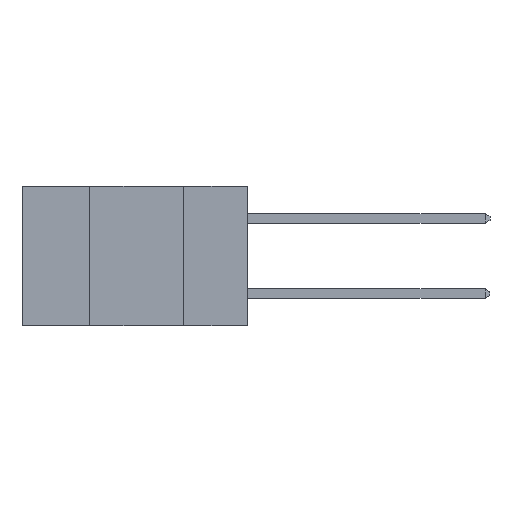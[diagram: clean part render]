
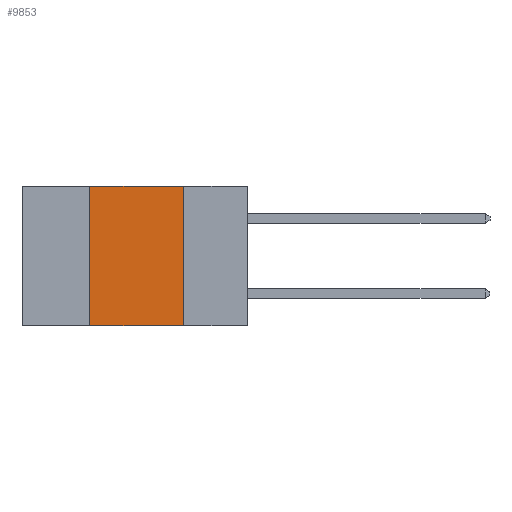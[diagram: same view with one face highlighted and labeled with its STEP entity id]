
A CAD part, left-side view. The second image highlights one B-rep face of the part: STEP entity #9853.
In plain terms, the highlighted planar face has unit normal (-1, 0, 0).
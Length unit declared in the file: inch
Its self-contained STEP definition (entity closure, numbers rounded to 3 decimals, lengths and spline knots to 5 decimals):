
#356 = CARTESIAN_POINT ( 'NONE',  ( 0., 0.42, -0.37 ) ) ;
#507 = VERTEX_POINT ( 'NONE', #4494 ) ;
#552 = DIRECTION ( 'NONE',  ( 0., 0., -1. ) ) ;
#670 = EDGE_CURVE ( 'NONE', #7578, #507, #4937, .T. ) ;
#948 = ORIENTED_EDGE ( 'NONE', *, *, #4948, .F. ) ;
#1813 = AXIS2_PLACEMENT_3D ( 'NONE', #9965, #5890, #13013 ) ;
#2214 = LINE ( 'NONE', #7421, #8315 ) ;
#2607 = DIRECTION ( 'NONE',  ( 0., -1., 0. ) ) ;
#3422 = VECTOR ( 'NONE', #552, 39.37008 ) ;
#3450 = ORIENTED_EDGE ( 'NONE', *, *, #8098, .F. ) ;
#3703 = CARTESIAN_POINT ( 'NONE',  ( 0., 0.42, 0. ) ) ;
#4494 = CARTESIAN_POINT ( 'NONE',  ( 0., 0.17, 0. ) ) ;
#4512 = FACE_OUTER_BOUND ( 'NONE', #9282, .T. ) ;
#4925 = DIRECTION ( 'NONE',  ( 0., 0., 1. ) ) ;
#4937 = LINE ( 'NONE', #7208, #12401 ) ;
#4948 = EDGE_CURVE ( 'NONE', #5561, #7578, #2214, .T. ) ;
#5561 = VERTEX_POINT ( 'NONE', #356 ) ;
#5890 = DIRECTION ( 'NONE',  ( 1., 0., 0. ) ) ;
#6076 = LINE ( 'NONE', #7746, #3422 ) ;
#7208 = CARTESIAN_POINT ( 'NONE',  ( 0., 0.6, 0. ) ) ;
#7421 = CARTESIAN_POINT ( 'NONE',  ( 0., 0.42, 0. ) ) ;
#7578 = VERTEX_POINT ( 'NONE', #3703 ) ;
#7724 = ORIENTED_EDGE ( 'NONE', *, *, #12687, .T. ) ;
#7746 = CARTESIAN_POINT ( 'NONE',  ( 0., 0.17, 0. ) ) ;
#8098 = EDGE_CURVE ( 'NONE', #507, #10110, #6076, .T. ) ;
#8315 = VECTOR ( 'NONE', #4925, 39.37008 ) ;
#9282 = EDGE_LOOP ( 'NONE', ( #3450, #11548, #948, #7724 ) ) ;
#9853 = ADVANCED_FACE ( 'NONE', ( #4512 ), #12018, .F. ) ;
#9965 = CARTESIAN_POINT ( 'NONE',  ( 0., 0.6, 0. ) ) ;
#10110 = VERTEX_POINT ( 'NONE', #12404 ) ;
#10305 = DIRECTION ( 'NONE',  ( 0., -1., 0. ) ) ;
#10352 = CARTESIAN_POINT ( 'NONE',  ( 0., 0.6, -0.37 ) ) ;
#11548 = ORIENTED_EDGE ( 'NONE', *, *, #670, .F. ) ;
#12018 = PLANE ( 'NONE',  #1813 ) ;
#12041 = VECTOR ( 'NONE', #10305, 39.37008 ) ;
#12361 = LINE ( 'NONE', #10352, #12041 ) ;
#12401 = VECTOR ( 'NONE', #2607, 39.37008 ) ;
#12404 = CARTESIAN_POINT ( 'NONE',  ( 0., 0.17, -0.37 ) ) ;
#12687 = EDGE_CURVE ( 'NONE', #5561, #10110, #12361, .T. ) ;
#13013 = DIRECTION ( 'NONE',  ( 0., 0., -1. ) ) ;
